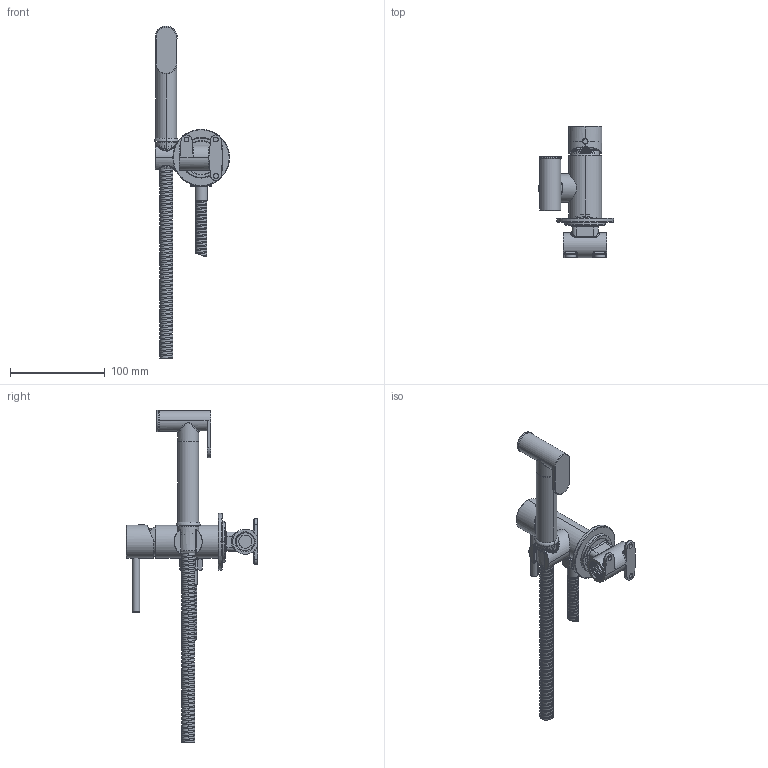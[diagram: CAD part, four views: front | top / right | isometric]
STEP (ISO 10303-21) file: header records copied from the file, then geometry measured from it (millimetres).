
FILE_DESCRIPTION((''),'2;1');
FILE_NAME('HSZ03-00_ASM','2025-05-04T20:02:19',('Administrator'),(''),'CREO PARAMETRIC BY PTC INC, 2018500','CREO PARAMETRIC BY PTC INC, 2018500','');
FILE_SCHEMA(('CONFIG_CONTROL_DESIGN'));
Length unit declared in the file: millimetre
Products named in the file (23): HSZ02-1; HSZ03-2; 25PJFXA; YG-M27X1X7_5; BYG-M27X1-6_7X31_5; HSZ03-3; OQ1215; HSZ03-4; OQ4025; HSZ02-3; M5X8PT; HSZ02-5; HSZ02-3_ASM; COS301-BST; M5X20-NJ; SBG-8X58-M5; M5X5-NJ; SN5_5SI; COS301-BSZJ_ASM; LYRG-1500A; LYRGA; BSP013; HSZ03-00_ASM
Assembly tree (22 placements, depth 3):
  HSZ03-00_ASM
    HSZ02-1
    HSZ03-2
    25PJFXA
    YG-M27X1X7_5
    BYG-M27X1-6_7X31_5
    HSZ03-3
    OQ1215
    HSZ03-4
    OQ4025
    HSZ02-3_ASM
      HSZ02-3
      M5X8PT
      HSZ02-5
    COS301-BSZJ_ASM
      COS301-BST
      M5X20-NJ
      SBG-8X58-M5
      M5X5-NJ
      SN5_5SI
    LYRG-1500A
    LYRGA
    BSP013
Bounding box: 79.43 x 139 x 350.59 mm (x, y, z)
Volume: 176459 mm3; surface area: 118545.9 mm2
Topology: 22 solids, 22 shells, 1209 faces, 3031 edges, 1913 vertices
Faces by surface type: cylinder 565, plane 244, bspline 239, cone 95, torus 55, sphere 10, extrusion 1
Entity records: 89386 total; most frequent: CARTESIAN_POINT 62533, ORIENTED_EDGE 6036, DIRECTION 4649, EDGE_CURVE 3018, VERTEX_POINT 1913, AXIS2_PLACEMENT_3D 1810, EDGE_LOOP 1319, FACE_OUTER_BOUND 1209
